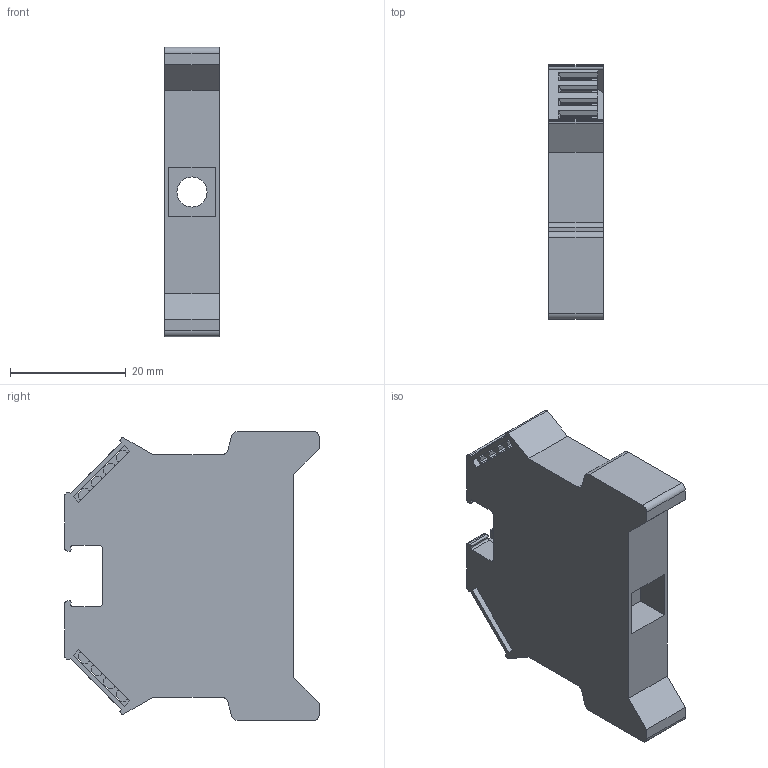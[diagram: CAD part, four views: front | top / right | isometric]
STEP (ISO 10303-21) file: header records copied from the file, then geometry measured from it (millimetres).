
FILE_DESCRIPTION(/* description */ (''),/* implementation_level */ '2;1');
FILE_NAME(/* name */ '2828_ES35_K_ST_iso.stp',/* time_stamp */ '2011-07-27T14:36:25+02:00',/* author */ (''),/* organization */ (''),/* preprocessor_version */ 'ST-DEVELOPER v11',/* originating_system */ 'SIEMENS UGS NX 6.0',/* authorisation */ '');
FILE_SCHEMA (('CONFIG_CONTROL_DESIGN'));
Length unit declared in the file: millimetre
Products named in the file (1): 2828_ES35_K_ST_iso
Bounding box: 9.5 x 44 x 50 mm (x, y, z)
Volume: 14702.5 mm3; surface area: 6316.9 mm2
Topology: 1 solids, 1 shells, 222 faces, 657 edges, 425 vertices
Faces by surface type: plane 174, cylinder 48
Full cylindrical faces by diameter (mm): 5.2 x1, 8 x1
Entity records: 7425 total; most frequent: CARTESIAN_POINT 1320, ORIENTED_EDGE 1310, DIRECTION 1189, EDGE_CURVE 655, LINE 559, VECTOR 559, VERTEX_POINT 426, AXIS2_PLACEMENT_3D 315
